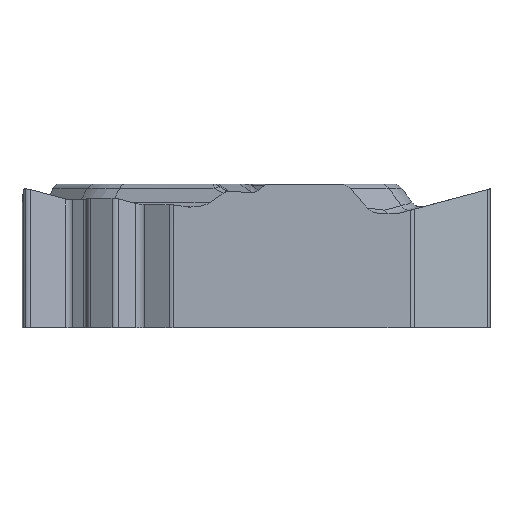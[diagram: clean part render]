
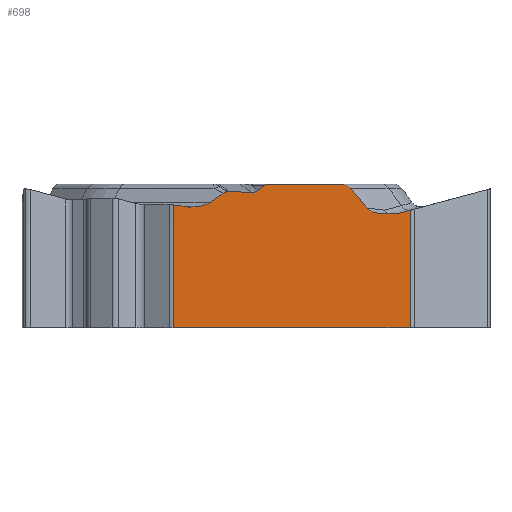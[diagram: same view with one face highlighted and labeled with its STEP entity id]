
A CAD part, left-side view. The second image highlights one B-rep face of the part: STEP entity #698.
In plain terms, the highlighted planar face has unit normal (-1, 0, 0).
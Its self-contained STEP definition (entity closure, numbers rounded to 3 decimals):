
#71=PLANE('',#2519);
#118=FACE_OUTER_BOUND('',#904,.T.);
#250=ELLIPSE('',#2514,0.338,0.32);
#251=ELLIPSE('',#2515,0.392,0.32);
#252=ELLIPSE('',#2516,0.377,0.32);
#253=ELLIPSE('',#2517,0.167,0.15);
#254=ELLIPSE('',#2518,0.64,0.32);
#307=LINE('',#3913,#499);
#308=LINE('',#3916,#500);
#309=LINE('',#3918,#501);
#310=LINE('',#3922,#502);
#311=LINE('',#3926,#503);
#312=LINE('',#3930,#504);
#313=LINE('',#3934,#505);
#314=LINE('',#3947,#506);
#315=LINE('',#3964,#507);
#316=LINE('',#3968,#508);
#317=LINE('',#3970,#509);
#499=VECTOR('',#2768,1.);
#500=VECTOR('',#2769,1.);
#501=VECTOR('',#2770,1.);
#502=VECTOR('',#2773,1.);
#503=VECTOR('',#2776,1.);
#504=VECTOR('',#2779,1.);
#505=VECTOR('',#2782,1.);
#506=VECTOR('',#2783,1.);
#507=VECTOR('',#2784,1.);
#508=VECTOR('',#2787,1.);
#509=VECTOR('',#2788,1.);
#698=ADVANCED_FACE('',(#118),#71,.F.);
#904=EDGE_LOOP('',(#1048,#1049,#1050,#1051,#1052,#1053,#1054,#1055,#1056,
#1057,#1058,#1059,#1060,#1061,#1062,#1063,#1064,#1065,#1066,#1067));
#1048=ORIENTED_EDGE('',*,*,#2002,.F.);
#1049=ORIENTED_EDGE('',*,*,#2003,.T.);
#1050=ORIENTED_EDGE('',*,*,#2004,.T.);
#1051=ORIENTED_EDGE('',*,*,#2005,.T.);
#1052=ORIENTED_EDGE('',*,*,#2006,.F.);
#1053=ORIENTED_EDGE('',*,*,#2007,.T.);
#1054=ORIENTED_EDGE('',*,*,#2008,.T.);
#1055=ORIENTED_EDGE('',*,*,#2009,.F.);
#1056=ORIENTED_EDGE('',*,*,#2010,.F.);
#1057=ORIENTED_EDGE('',*,*,#2011,.F.);
#1058=ORIENTED_EDGE('',*,*,#2012,.T.);
#1059=ORIENTED_EDGE('',*,*,#2013,.T.);
#1060=ORIENTED_EDGE('',*,*,#2014,.T.);
#1061=ORIENTED_EDGE('',*,*,#2015,.F.);
#1062=ORIENTED_EDGE('',*,*,#2016,.F.);
#1063=ORIENTED_EDGE('',*,*,#2017,.F.);
#1064=ORIENTED_EDGE('',*,*,#2018,.F.);
#1065=ORIENTED_EDGE('',*,*,#2019,.T.);
#1066=ORIENTED_EDGE('',*,*,#2020,.T.);
#1067=ORIENTED_EDGE('',*,*,#2021,.T.);
#1772=VERTEX_POINT('',#3914);
#1773=VERTEX_POINT('',#3915);
#1774=VERTEX_POINT('',#3917);
#1775=VERTEX_POINT('',#3919);
#1776=VERTEX_POINT('',#3921);
#1777=VERTEX_POINT('',#3923);
#1778=VERTEX_POINT('',#3925);
#1779=VERTEX_POINT('',#3927);
#1780=VERTEX_POINT('',#3929);
#1781=VERTEX_POINT('',#3931);
#1782=VERTEX_POINT('',#3933);
#1783=VERTEX_POINT('',#3935);
#1784=VERTEX_POINT('',#3946);
#1785=VERTEX_POINT('',#3948);
#1786=VERTEX_POINT('',#3953);
#1787=VERTEX_POINT('',#3958);
#1788=VERTEX_POINT('',#3963);
#1789=VERTEX_POINT('',#3965);
#1790=VERTEX_POINT('',#3967);
#1791=VERTEX_POINT('',#3969);
#2002=EDGE_CURVE('',#1772,#1773,#307,.T.);
#2003=EDGE_CURVE('',#1772,#1774,#308,.T.);
#2004=EDGE_CURVE('',#1774,#1775,#309,.T.);
#2005=EDGE_CURVE('',#1775,#1776,#250,.T.);
#2006=EDGE_CURVE('',#1777,#1776,#310,.T.);
#2007=EDGE_CURVE('',#1777,#1778,#251,.T.);
#2008=EDGE_CURVE('',#1778,#1779,#311,.T.);
#2009=EDGE_CURVE('',#1780,#1779,#252,.T.);
#2010=EDGE_CURVE('',#1781,#1780,#312,.T.);
#2011=EDGE_CURVE('',#1782,#1781,#253,.T.);
#2012=EDGE_CURVE('',#1782,#1783,#313,.T.);
#2013=EDGE_CURVE('',#1783,#1784,#2450,.T.);
#2014=EDGE_CURVE('',#1784,#1785,#314,.T.);
#2015=EDGE_CURVE('',#1786,#1785,#2451,.T.);
#2016=EDGE_CURVE('',#1787,#1786,#2452,.T.);
#2017=EDGE_CURVE('',#1788,#1787,#2453,.T.);
#2018=EDGE_CURVE('',#1789,#1788,#315,.T.);
#2019=EDGE_CURVE('',#1789,#1790,#254,.T.);
#2020=EDGE_CURVE('',#1790,#1791,#316,.T.);
#2021=EDGE_CURVE('',#1791,#1773,#317,.T.);
#2450=B_SPLINE_CURVE_WITH_KNOTS('',3,(#3936,#3937,#3938,#3939,#3940,#3941,
#3942,#3943,#3944,#3945),.UNSPECIFIED.,.F.,.F.,(4,3,3,4),(0.,0.474,
0.706,1.),.UNSPECIFIED.);
#2451=B_SPLINE_CURVE_WITH_KNOTS('',3,(#3949,#3950,#3951,#3952),
 .UNSPECIFIED.,.F.,.F.,(4,4),(0.,1.),.UNSPECIFIED.);
#2452=B_SPLINE_CURVE_WITH_KNOTS('',3,(#3954,#3955,#3956,#3957),
 .UNSPECIFIED.,.F.,.F.,(4,4),(0.,1.),.UNSPECIFIED.);
#2453=B_SPLINE_CURVE_WITH_KNOTS('',3,(#3959,#3960,#3961,#3962),
 .UNSPECIFIED.,.F.,.F.,(4,4),(0.,1.),.UNSPECIFIED.);
#2514=AXIS2_PLACEMENT_3D('',#3920,#2771,#2772);
#2515=AXIS2_PLACEMENT_3D('',#3924,#2774,#2775);
#2516=AXIS2_PLACEMENT_3D('',#3928,#2777,#2778);
#2517=AXIS2_PLACEMENT_3D('',#3932,#2780,#2781);
#2518=AXIS2_PLACEMENT_3D('',#3966,#2785,#2786);
#2519=AXIS2_PLACEMENT_3D('',#3971,#2789,#2790);
#2768=DIRECTION('',(0.,1.,0.));
#2769=DIRECTION('',(0.,0.,1.));
#2770=DIRECTION('',(0.,0.966,-0.259));
#2771=DIRECTION('',(1.,0.,0.));
#2772=DIRECTION('',(0.,0.966,-0.259));
#2773=DIRECTION('',(0.,-1.,0.));
#2774=DIRECTION('',(1.,0.,0.));
#2775=DIRECTION('',(0.,0.992,0.124));
#2776=DIRECTION('',(0.,0.651,0.759));
#2777=DIRECTION('',(1.,0.,0.));
#2778=DIRECTION('',(0.,1.,0.));
#2779=DIRECTION('',(0.,-1.,0.));
#2780=DIRECTION('',(1.,0.,0.));
#2781=DIRECTION('',(0.,1.,0.));
#2782=DIRECTION('',(0.,0.794,-0.608));
#2783=DIRECTION('',(0.,0.999,0.049));
#2784=DIRECTION('',(0.,-0.824,0.567));
#2785=DIRECTION('',(1.,0.,0.));
#2786=DIRECTION('',(0.,-1.,0.));
#2787=DIRECTION('',(0.,0.991,0.133));
#2788=DIRECTION('',(0.,0.,-1.));
#2789=DIRECTION('',(1.,0.,0.));
#2790=DIRECTION('',(0.,1.,0.));
#3913=CARTESIAN_POINT('',(-4.763,-7.335,-3.97));
#3914=CARTESIAN_POINT('',(-4.762,-4.617,-3.97));
#3915=CARTESIAN_POINT('',(-4.763,2.14,-3.97));
#3916=CARTESIAN_POINT('',(-4.762,-4.617,0.));
#3917=CARTESIAN_POINT('',(-4.762,-4.617,-0.612));
#3918=CARTESIAN_POINT('',(-4.763,6.381,-3.559));
#3919=CARTESIAN_POINT('',(-4.762,-4.37,-0.678));
#3920=CARTESIAN_POINT('',(-4.762,-4.287,-0.369));
#3921=CARTESIAN_POINT('',(-4.762,-4.278,-0.69));
#3922=CARTESIAN_POINT('',(-4.763,7.335,-0.69));
#3923=CARTESIAN_POINT('',(-4.762,-3.724,-0.69));
#3924=CARTESIAN_POINT('',(-4.762,-3.704,-0.369));
#3925=CARTESIAN_POINT('',(-4.763,-3.389,-0.545));
#3926=CARTESIAN_POINT('',(-4.763,1.42,5.068));
#3927=CARTESIAN_POINT('',(-4.763,-2.915,0.008));
#3928=CARTESIAN_POINT('',(-4.763,-2.61,-0.18));
#3929=CARTESIAN_POINT('',(-4.763,-2.61,0.14));
#3930=CARTESIAN_POINT('',(-4.763,7.335,0.14));
#3931=CARTESIAN_POINT('',(-4.763,-0.581,0.14));
#3932=CARTESIAN_POINT('',(-4.763,-0.581,-0.01));
#3933=CARTESIAN_POINT('',(-4.763,-0.473,0.104));
#3934=CARTESIAN_POINT('',(-4.763,4.498,-3.703));
#3935=CARTESIAN_POINT('',(-4.763,-0.283,-0.041));
#3936=CARTESIAN_POINT('',(-4.763,-0.283,-0.041));
#3937=CARTESIAN_POINT('',(-4.763,-0.257,-0.061));
#3938=CARTESIAN_POINT('',(-4.763,-0.226,-0.077));
#3939=CARTESIAN_POINT('',(-4.763,-0.195,-0.087));
#3940=CARTESIAN_POINT('',(-4.763,-0.179,-0.092));
#3941=CARTESIAN_POINT('',(-4.763,-0.163,-0.096));
#3942=CARTESIAN_POINT('',(-4.763,-0.147,-0.098));
#3943=CARTESIAN_POINT('',(-4.763,-0.126,-0.102));
#3944=CARTESIAN_POINT('',(-4.763,-0.105,-0.103));
#3945=CARTESIAN_POINT('',(-4.763,-0.084,-0.102));
#3946=CARTESIAN_POINT('',(-4.763,-0.084,-0.102));
#3947=CARTESIAN_POINT('',(-4.763,-7.313,-0.453));
#3948=CARTESIAN_POINT('',(-4.763,0.545,-0.071));
#3949=CARTESIAN_POINT('',(-4.763,0.604,-0.075));
#3950=CARTESIAN_POINT('',(-4.763,0.584,-0.072));
#3951=CARTESIAN_POINT('',(-4.763,0.565,-0.07));
#3952=CARTESIAN_POINT('',(-4.763,0.545,-0.071));
#3953=CARTESIAN_POINT('',(-4.763,0.604,-0.075));
#3954=CARTESIAN_POINT('',(-4.763,0.681,-0.102));
#3955=CARTESIAN_POINT('',(-4.763,0.657,-0.089));
#3956=CARTESIAN_POINT('',(-4.763,0.63,-0.08));
#3957=CARTESIAN_POINT('',(-4.763,0.604,-0.075));
#3958=CARTESIAN_POINT('',(-4.763,0.681,-0.102));
#3959=CARTESIAN_POINT('',(-4.762,0.695,-0.111));
#3960=CARTESIAN_POINT('',(-4.762,0.69,-0.108));
#3961=CARTESIAN_POINT('',(-4.763,0.686,-0.105));
#3962=CARTESIAN_POINT('',(-4.763,0.681,-0.102));
#3963=CARTESIAN_POINT('',(-4.762,0.695,-0.111));
#3964=CARTESIAN_POINT('',(-4.763,-4.806,3.675));
#3965=CARTESIAN_POINT('',(-4.763,1.093,-0.385));
#3966=CARTESIAN_POINT('',(-4.763,1.61,-0.197));
#3967=CARTESIAN_POINT('',(-4.763,1.776,-0.506));
#3968=CARTESIAN_POINT('',(-4.763,-7.108,-1.696));
#3969=CARTESIAN_POINT('',(-4.763,2.14,-0.457));
#3970=CARTESIAN_POINT('',(-4.763,2.14,0.));
#3971=CARTESIAN_POINT('',(-4.763,-7.335,0.));
